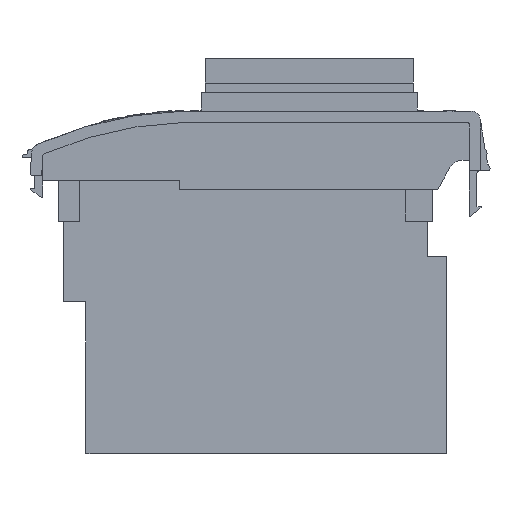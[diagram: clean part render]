
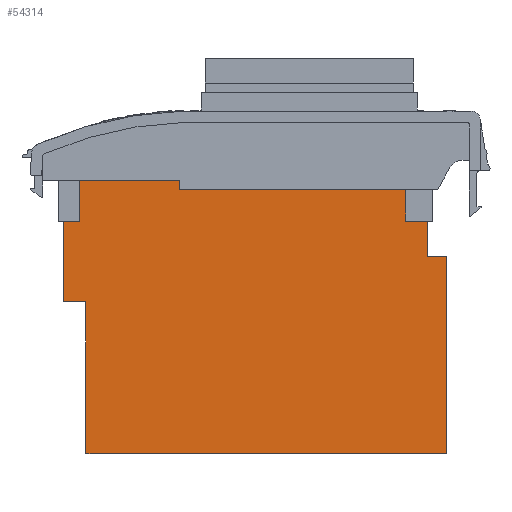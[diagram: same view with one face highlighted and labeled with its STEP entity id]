
A CAD part, left-side view. The second image highlights one B-rep face of the part: STEP entity #54314.
In plain terms, the highlighted planar face has unit normal (-1, 0, 0).
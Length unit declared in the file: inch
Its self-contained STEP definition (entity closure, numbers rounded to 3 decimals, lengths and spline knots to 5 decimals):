
#45 = VECTOR ( 'NONE', #31424, 39.37008 ) ;
#591 = ORIENTED_EDGE ( 'NONE', *, *, #37393, .T. ) ;
#688 = LINE ( 'NONE', #19827, #61209 ) ;
#816 = VERTEX_POINT ( 'NONE', #38818 ) ;
#1058 = ORIENTED_EDGE ( 'NONE', *, *, #3389, .T. ) ;
#1970 = LINE ( 'NONE', #59327, #75313 ) ;
#2215 = DIRECTION ( 'NONE',  ( 0., -1., 0. ) ) ;
#3389 = EDGE_CURVE ( 'NONE', #45800, #30044, #9273, .T. ) ;
#3431 = CARTESIAN_POINT ( 'NONE',  ( 1.83506, 1.46848, -0.09 ) ) ;
#4775 = ORIENTED_EDGE ( 'NONE', *, *, #61968, .T. ) ;
#5264 = AXIS2_PLACEMENT_3D ( 'NONE', #58469, #46683, #52584 ) ;
#5274 = LINE ( 'NONE', #27754, #50294 ) ;
#7960 = DIRECTION ( 'NONE',  ( 0., 1., 0. ) ) ;
#8104 = VERTEX_POINT ( 'NONE', #39964 ) ;
#8468 = VERTEX_POINT ( 'NONE', #40847 ) ;
#9273 = LINE ( 'NONE', #19445, #45 ) ;
#9578 = VECTOR ( 'NONE', #52980, 39.37008 ) ;
#10085 = DIRECTION ( 'NONE',  ( 0., 0., 1. ) ) ;
#11394 = VERTEX_POINT ( 'NONE', #47775 ) ;
#12341 = ORIENTED_EDGE ( 'NONE', *, *, #19378, .T. ) ;
#13168 = LINE ( 'NONE', #31331, #26076 ) ;
#13260 = CARTESIAN_POINT ( 'NONE',  ( 1.83506, 3.22916, 0.41 ) ) ;
#13375 = DIRECTION ( 'NONE',  ( 0., 0., -1. ) ) ;
#14016 = CARTESIAN_POINT ( 'NONE',  ( 1.83506, 1.46848, -1.39 ) ) ;
#16712 = EDGE_CURVE ( 'NONE', #8104, #28840, #1970, .T. ) ;
#18849 = LINE ( 'NONE', #24289, #29812 ) ;
#19378 = EDGE_CURVE ( 'NONE', #32349, #25998, #69189, .T. ) ;
#19445 = CARTESIAN_POINT ( 'NONE',  ( 1.83506, 1.46848, -1.39 ) ) ;
#19827 = CARTESIAN_POINT ( 'NONE',  ( 1.83506, 1.46848, -0.09 ) ) ;
#20365 = ORIENTED_EDGE ( 'NONE', *, *, #39929, .T. ) ;
#22118 = ORIENTED_EDGE ( 'NONE', *, *, #29684, .T. ) ;
#22180 = VECTOR ( 'NONE', #52787, 39.37008 ) ;
#23793 = DIRECTION ( 'NONE',  ( 0., 0., -1. ) ) ;
#24289 = CARTESIAN_POINT ( 'NONE',  ( 1.83506, 3.84348, -0.39 ) ) ;
#25638 = CARTESIAN_POINT ( 'NONE',  ( 1.83506, 1.73848, 0.14 ) ) ;
#25998 = VERTEX_POINT ( 'NONE', #13260 ) ;
#26076 = VECTOR ( 'NONE', #43121, 39.37008 ) ;
#27400 = CARTESIAN_POINT ( 'NONE',  ( 1.83506, 3.22916, 0.35 ) ) ;
#27468 = EDGE_CURVE ( 'NONE', #30044, #54044, #5274, .T. ) ;
#27492 = ORIENTED_EDGE ( 'NONE', *, *, #27468, .T. ) ;
#27754 = CARTESIAN_POINT ( 'NONE',  ( 1.83506, 1.46848, -0.09 ) ) ;
#28840 = VERTEX_POINT ( 'NONE', #58375 ) ;
#29026 = ORIENTED_EDGE ( 'NONE', *, *, #37961, .T. ) ;
#29684 = EDGE_CURVE ( 'NONE', #62388, #11394, #42218, .T. ) ;
#29812 = VECTOR ( 'NONE', #23793, 39.37008 ) ;
#30044 = VERTEX_POINT ( 'NONE', #14016 ) ;
#31331 = CARTESIAN_POINT ( 'NONE',  ( 1.83506, 3.84348, 0.14 ) ) ;
#31385 = VECTOR ( 'NONE', #2215, 39.37008 ) ;
#31424 = DIRECTION ( 'NONE',  ( 0., -1., 0. ) ) ;
#32349 = VERTEX_POINT ( 'NONE', #27400 ) ;
#35804 = CARTESIAN_POINT ( 'NONE',  ( 1.83506, 3.84348, 0.41 ) ) ;
#36823 = CARTESIAN_POINT ( 'NONE',  ( 1.83506, 3.99348, -0.39 ) ) ;
#37037 = EDGE_CURVE ( 'NONE', #11394, #32349, #41666, .T. ) ;
#37393 = EDGE_CURVE ( 'NONE', #28840, #62388, #13168, .T. ) ;
#37961 = EDGE_CURVE ( 'NONE', #816, #47996, #46543, .T. ) ;
#38818 = CARTESIAN_POINT ( 'NONE',  ( 1.83506, 3.99348, 0.41 ) ) ;
#39929 = EDGE_CURVE ( 'NONE', #47996, #8468, #58014, .T. ) ;
#39964 = CARTESIAN_POINT ( 'NONE',  ( 1.83506, 1.59848, -0.09 ) ) ;
#40345 = CARTESIAN_POINT ( 'NONE',  ( 1.83506, 3.84348, -1.39 ) ) ;
#40847 = CARTESIAN_POINT ( 'NONE',  ( 1.83506, 3.84348, -0.39 ) ) ;
#41666 = LINE ( 'NONE', #72171, #63643 ) ;
#41979 = CARTESIAN_POINT ( 'NONE',  ( 1.83506, 3.22916, -1.39 ) ) ;
#42218 = LINE ( 'NONE', #44151, #22180 ) ;
#42534 = VECTOR ( 'NONE', #71968, 39.37008 ) ;
#42857 = ORIENTED_EDGE ( 'NONE', *, *, #16712, .T. ) ;
#43121 = DIRECTION ( 'NONE',  ( 0., 1., 0. ) ) ;
#44151 = CARTESIAN_POINT ( 'NONE',  ( 1.83506, 1.73848, -1.39 ) ) ;
#45800 = VERTEX_POINT ( 'NONE', #40345 ) ;
#46543 = LINE ( 'NONE', #66632, #64819 ) ;
#46683 = DIRECTION ( 'NONE',  ( -1., 0., 0. ) ) ;
#47775 = CARTESIAN_POINT ( 'NONE',  ( 1.83506, 1.73848, 0.35 ) ) ;
#47996 = VERTEX_POINT ( 'NONE', #50027 ) ;
#50027 = CARTESIAN_POINT ( 'NONE',  ( 1.83506, 3.99348, -0.39 ) ) ;
#50294 = VECTOR ( 'NONE', #10085, 39.37008 ) ;
#52422 = ORIENTED_EDGE ( 'NONE', *, *, #58075, .T. ) ;
#52584 = DIRECTION ( 'NONE',  ( 0., 0., 1. ) ) ;
#52787 = DIRECTION ( 'NONE',  ( 0., 0., 1. ) ) ;
#52980 = DIRECTION ( 'NONE',  ( 0., 1., 0. ) ) ;
#54044 = VERTEX_POINT ( 'NONE', #3431 ) ;
#54314 = ADVANCED_FACE ( 'NONE', ( #65278 ), #64581, .T. ) ;
#56345 = LINE ( 'NONE', #35804, #9578 ) ;
#58014 = LINE ( 'NONE', #36823, #31385 ) ;
#58033 = EDGE_LOOP ( 'NONE', ( #42857, #591, #22118, #65400, #12341, #52422, #29026, #20365, #4775, #1058, #27492, #75075 ) ) ;
#58075 = EDGE_CURVE ( 'NONE', #25998, #816, #56345, .T. ) ;
#58375 = CARTESIAN_POINT ( 'NONE',  ( 1.83506, 1.59848, 0.14 ) ) ;
#58469 = CARTESIAN_POINT ( 'NONE',  ( 1.83506, 3.84348, -1.39 ) ) ;
#59327 = CARTESIAN_POINT ( 'NONE',  ( 1.83506, 1.59848, -0.09 ) ) ;
#61201 = EDGE_CURVE ( 'NONE', #54044, #8104, #688, .T. ) ;
#61209 = VECTOR ( 'NONE', #7960, 39.37008 ) ;
#61968 = EDGE_CURVE ( 'NONE', #8468, #45800, #18849, .T. ) ;
#62388 = VERTEX_POINT ( 'NONE', #25638 ) ;
#63643 = VECTOR ( 'NONE', #66531, 39.37008 ) ;
#64581 = PLANE ( 'NONE',  #5264 ) ;
#64819 = VECTOR ( 'NONE', #13375, 39.37008 ) ;
#65219 = DIRECTION ( 'NONE',  ( 0., 0., 1. ) ) ;
#65278 = FACE_OUTER_BOUND ( 'NONE', #58033, .T. ) ;
#65400 = ORIENTED_EDGE ( 'NONE', *, *, #37037, .T. ) ;
#66531 = DIRECTION ( 'NONE',  ( 0., 1., 0. ) ) ;
#66632 = CARTESIAN_POINT ( 'NONE',  ( 1.83506, 3.99348, 0.64 ) ) ;
#69189 = LINE ( 'NONE', #41979, #42534 ) ;
#71968 = DIRECTION ( 'NONE',  ( 0., 0., 1. ) ) ;
#72171 = CARTESIAN_POINT ( 'NONE',  ( 1.83506, 3.84348, 0.35 ) ) ;
#75075 = ORIENTED_EDGE ( 'NONE', *, *, #61201, .T. ) ;
#75313 = VECTOR ( 'NONE', #65219, 39.37008 ) ;
